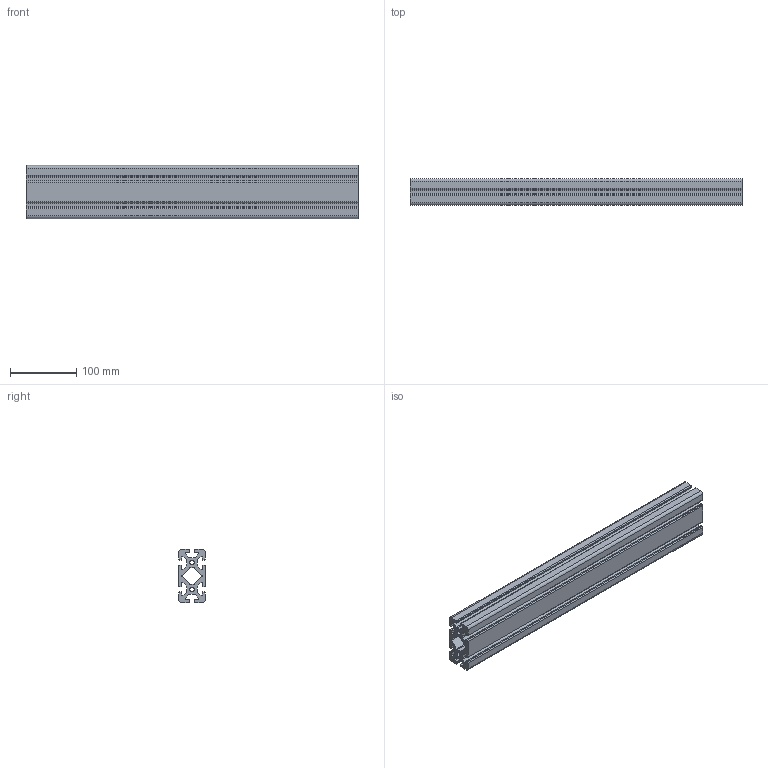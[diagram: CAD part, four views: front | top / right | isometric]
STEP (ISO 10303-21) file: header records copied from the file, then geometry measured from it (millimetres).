
FILE_DESCRIPTION (( 'STEP AP214' ), '1' );
FILE_NAME ('RP1040 8 80x40 Normal.STEP', '2026-02-13T12:04:47', ( '' ), ( '' ), 'SwSTEP 2.0', 'SolidWorks 2026', '' );
FILE_SCHEMA (( 'AUTOMOTIVE_DESIGN' ));
Length unit declared in the file: millimetre
Products named in the file (1): RP1040 8 80x40 Normal
Bounding box: 500 x 40 x 80 mm (x, y, z)
Volume: 847873.9 mm3; surface area: 296212.6 mm2
Topology: 1 solids, 1 shells, 126 faces, 372 edges, 248 vertices
Faces by surface type: cylinder 78, plane 48
Entity records: 4307 total; most frequent: DIRECTION 782, CARTESIAN_POINT 747, ORIENTED_EDGE 744, EDGE_CURVE 372, AXIS2_PLACEMENT_3D 283, VERTEX_POINT 248, LINE 216, VECTOR 216
